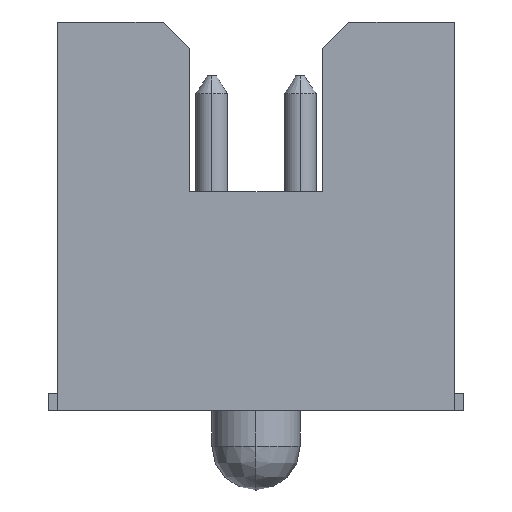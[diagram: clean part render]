
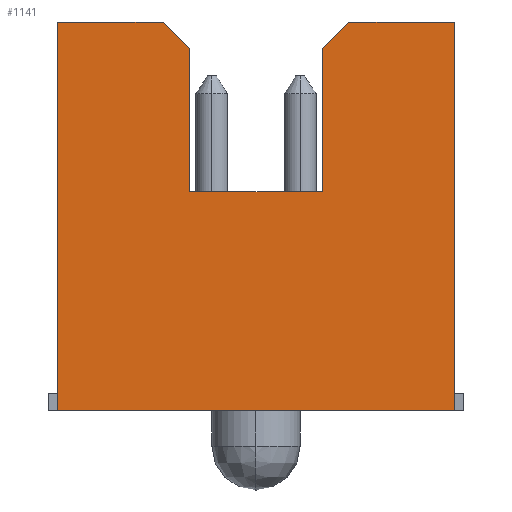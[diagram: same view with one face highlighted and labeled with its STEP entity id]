
A CAD part, left-side view. The second image highlights one B-rep face of the part: STEP entity #1141.
In plain terms, the highlighted planar face has unit normal (-1, 0, 0).
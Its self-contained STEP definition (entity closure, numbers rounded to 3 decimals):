
#571=CARTESIAN_POINT('',(-17.462,-2.858,5.589));
#572=VERTEX_POINT('',#571);
#579=CARTESIAN_POINT('',(-17.462,-2.858,0.001));
#580=VERTEX_POINT('',#579);
#581=CARTESIAN_POINT('',(-17.462,-2.858,5.589));
#582=DIRECTION('',(0.0,0.0,-1.0));
#583=VECTOR('',#582,5.588);
#584=LINE('',#581,#583);
#585=EDGE_CURVE('',#572,#580,#584,.T.);
#625=CARTESIAN_POINT('',(-17.462,2.857,5.589));
#626=VERTEX_POINT('',#625);
#675=CARTESIAN_POINT('',(-17.462,2.857,0.001));
#676=VERTEX_POINT('',#675);
#683=CARTESIAN_POINT('',(-17.462,2.857,0.001));
#684=DIRECTION('',(0.0,0.0,1.0));
#685=VECTOR('',#684,5.588);
#686=LINE('',#683,#685);
#687=EDGE_CURVE('',#676,#626,#686,.T.);
#735=CARTESIAN_POINT('',(-17.462,-0.953,3.151));
#736=VERTEX_POINT('',#735);
#737=CARTESIAN_POINT('',(-17.462,-0.953,5.208));
#738=VERTEX_POINT('',#737);
#739=CARTESIAN_POINT('',(-17.462,-0.953,3.151));
#740=DIRECTION('',(0.0,0.0,1.0));
#741=VECTOR('',#740,2.057);
#742=LINE('',#739,#741);
#743=EDGE_CURVE('',#736,#738,#742,.T.);
#783=CARTESIAN_POINT('',(-17.462,0.952,3.151));
#784=VERTEX_POINT('',#783);
#791=CARTESIAN_POINT('',(-17.462,0.952,3.151));
#792=DIRECTION('',(0.0,-1.0,0.0));
#793=VECTOR('',#792,1.905);
#794=LINE('',#791,#793);
#795=EDGE_CURVE('',#784,#736,#794,.T.);
#814=CARTESIAN_POINT('',(-17.462,0.952,5.208));
#815=VERTEX_POINT('',#814);
#822=CARTESIAN_POINT('',(-17.462,0.952,5.208));
#823=DIRECTION('',(0.0,0.0,-1.0));
#824=VECTOR('',#823,2.057);
#825=LINE('',#822,#824);
#826=EDGE_CURVE('',#815,#784,#825,.T.);
#886=CARTESIAN_POINT('',(-17.462,-1.334,5.589));
#887=VERTEX_POINT('',#886);
#894=CARTESIAN_POINT('',(-17.462,-1.334,5.589));
#895=DIRECTION('',(0.0,-1.0,0.0));
#896=VECTOR('',#895,1.524);
#897=LINE('',#894,#896);
#898=EDGE_CURVE('',#887,#572,#897,.T.);
#1027=CARTESIAN_POINT('',(-17.462,1.333,5.589));
#1028=VERTEX_POINT('',#1027);
#1029=CARTESIAN_POINT('',(-17.462,2.857,5.589));
#1030=DIRECTION('',(0.0,-1.0,0.0));
#1031=VECTOR('',#1030,1.524);
#1032=LINE('',#1029,#1031);
#1033=EDGE_CURVE('',#626,#1028,#1032,.T.);
#1104=CARTESIAN_POINT('',(-17.462,-2.858,0.001));
#1105=DIRECTION('',(0.0,1.0,0.0));
#1106=VECTOR('',#1105,5.715);
#1107=LINE('',#1104,#1106);
#1108=EDGE_CURVE('',#580,#676,#1107,.T.);
#1114=CARTESIAN_POINT('',(-17.462,-3.143,-0.278));
#1115=DIRECTION('',(1.0,0.0,0.0));
#1116=DIRECTION('',(0.0,1.0,0.0));
#1117=AXIS2_PLACEMENT_3D('',#1114,#1115,#1116);
#1118=PLANE('',#1117);
#1119=ORIENTED_EDGE('',*,*,#826,.F.);
#1120=CARTESIAN_POINT('',(-17.462,0.952,5.208));
#1121=DIRECTION('',(0.0,0.707,0.707));
#1122=VECTOR('',#1121,0.539);
#1123=LINE('',#1120,#1122);
#1124=EDGE_CURVE('',#815,#1028,#1123,.T.);
#1125=ORIENTED_EDGE('',*,*,#1124,.T.);
#1126=ORIENTED_EDGE('',*,*,#1033,.F.);
#1127=ORIENTED_EDGE('',*,*,#687,.F.);
#1128=ORIENTED_EDGE('',*,*,#1108,.F.);
#1129=ORIENTED_EDGE('',*,*,#585,.F.);
#1130=ORIENTED_EDGE('',*,*,#898,.F.);
#1131=CARTESIAN_POINT('',(-17.462,-1.334,5.589));
#1132=DIRECTION('',(0.0,0.707,-0.707));
#1133=VECTOR('',#1132,0.539);
#1134=LINE('',#1131,#1133);
#1135=EDGE_CURVE('',#887,#738,#1134,.T.);
#1136=ORIENTED_EDGE('',*,*,#1135,.T.);
#1137=ORIENTED_EDGE('',*,*,#743,.F.);
#1138=ORIENTED_EDGE('',*,*,#795,.F.);
#1139=EDGE_LOOP('',(#1119,#1125,#1126,#1127,#1128,#1129,#1130,#1136,#1137,#1138));
#1140=FACE_OUTER_BOUND('',#1139,.T.);
#1141=ADVANCED_FACE('',(#1140),#1118,.F.);
